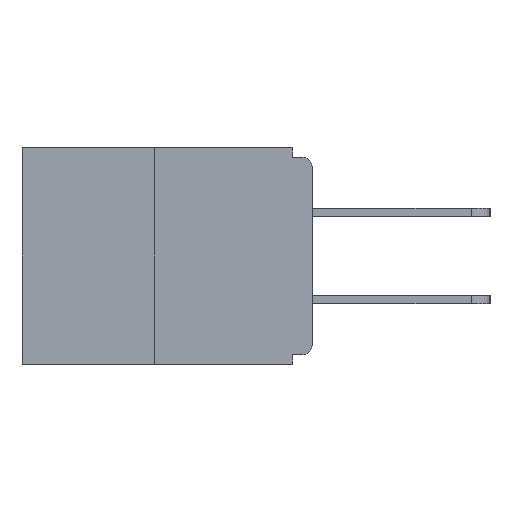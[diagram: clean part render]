
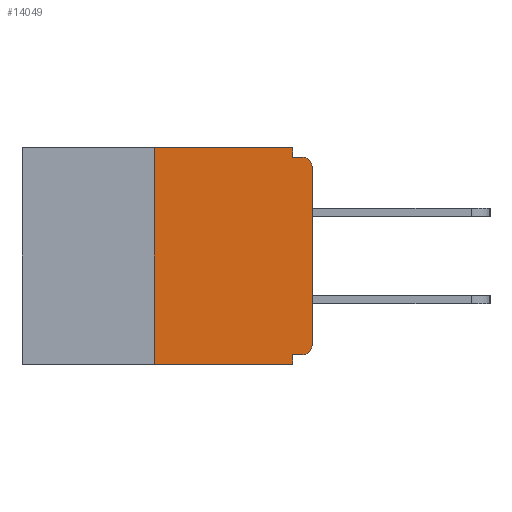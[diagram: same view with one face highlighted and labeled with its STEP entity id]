
A CAD part, left-side view. The second image highlights one B-rep face of the part: STEP entity #14049.
In plain terms, the highlighted planar face has unit normal (-1, 0, 0).
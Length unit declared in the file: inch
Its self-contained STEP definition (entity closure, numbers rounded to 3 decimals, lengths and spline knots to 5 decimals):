
#452 = LINE ( 'NONE', #4839, #16443 ) ;
#743 = EDGE_CURVE ( 'NONE', #768, #24837, #11139, .T. ) ;
#768 = VERTEX_POINT ( 'NONE', #18655 ) ;
#814 = CARTESIAN_POINT ( 'NONE',  ( 0., 0., -0.03 ) ) ;
#856 = DIRECTION ( 'NONE',  ( 0., 0., 1. ) ) ;
#1192 = CARTESIAN_POINT ( 'NONE',  ( 0., 0.031, -0.343 ) ) ;
#1540 = VERTEX_POINT ( 'NONE', #15031 ) ;
#2395 = CARTESIAN_POINT ( 'NONE',  ( 0., 0., -0.015 ) ) ;
#2432 = LINE ( 'NONE', #2395, #25103 ) ;
#2540 = LINE ( 'NONE', #26416, #21877 ) ;
#3160 = VERTEX_POINT ( 'NONE', #8152 ) ;
#4463 = EDGE_LOOP ( 'NONE', ( #22828, #18715, #22599, #12880, #17772, #12997, #6338, #16316, #16485, #18284 ) ) ;
#4839 = CARTESIAN_POINT ( 'NONE',  ( 0., 0., 0. ) ) ;
#5173 = EDGE_CURVE ( 'NONE', #17367, #17720, #15459, .T. ) ;
#6338 = ORIENTED_EDGE ( 'NONE', *, *, #14498, .T. ) ;
#6401 = CIRCLE ( 'NONE', #6691, 0.015 ) ;
#6525 = PLANE ( 'NONE',  #12128 ) ;
#6691 = AXIS2_PLACEMENT_3D ( 'NONE', #19546, #8996, #25981 ) ;
#6999 = EDGE_CURVE ( 'NONE', #768, #15022, #10401, .T. ) ;
#7159 = EDGE_CURVE ( 'NONE', #11821, #17886, #6401, .T. ) ;
#7411 = CARTESIAN_POINT ( 'NONE',  ( 0., 0.031, -0.343 ) ) ;
#7807 = VECTOR ( 'NONE', #27565, 39.37008 ) ;
#7895 = CARTESIAN_POINT ( 'NONE',  ( 0., 0.015, -0.313 ) ) ;
#7936 = VECTOR ( 'NONE', #17929, 39.37008 ) ;
#8152 = CARTESIAN_POINT ( 'NONE',  ( 0., 0.031, 0. ) ) ;
#8996 = DIRECTION ( 'NONE',  ( -1., 0., 0. ) ) ;
#9571 = LINE ( 'NONE', #7411, #7936 ) ;
#9984 = CARTESIAN_POINT ( 'NONE',  ( 0., 0., -0.328 ) ) ;
#10212 = DIRECTION ( 'NONE',  ( -1., 0., 0. ) ) ;
#10401 = CIRCLE ( 'NONE', #16122, 0.015 ) ;
#10617 = CARTESIAN_POINT ( 'NONE',  ( 0., 0.25, -0.343 ) ) ;
#10875 = DIRECTION ( 'NONE',  ( 0., -1., 0. ) ) ;
#11139 = LINE ( 'NONE', #9984, #20488 ) ;
#11747 = EDGE_CURVE ( 'NONE', #1540, #3160, #22937, .T. ) ;
#11821 = VERTEX_POINT ( 'NONE', #814 ) ;
#11932 = EDGE_CURVE ( 'NONE', #24837, #17720, #9571, .T. ) ;
#12128 = AXIS2_PLACEMENT_3D ( 'NONE', #25549, #23405, #23571 ) ;
#12459 = EDGE_CURVE ( 'NONE', #17367, #1540, #2540, .T. ) ;
#12880 = ORIENTED_EDGE ( 'NONE', *, *, #11932, .F. ) ;
#12997 = ORIENTED_EDGE ( 'NONE', *, *, #6999, .T. ) ;
#14049 = ADVANCED_FACE ( 'NONE', ( #25493 ), #6525, .F. ) ;
#14498 = EDGE_CURVE ( 'NONE', #15022, #11821, #452, .T. ) ;
#15022 = VERTEX_POINT ( 'NONE', #21908 ) ;
#15031 = CARTESIAN_POINT ( 'NONE',  ( 0., 0.25, 0. ) ) ;
#15459 = LINE ( 'NONE', #25399, #7807 ) ;
#15778 = CARTESIAN_POINT ( 'NONE',  ( 0., 0.031, -0.015 ) ) ;
#16122 = AXIS2_PLACEMENT_3D ( 'NONE', #7895, #10212, #16440 ) ;
#16316 = ORIENTED_EDGE ( 'NONE', *, *, #7159, .T. ) ;
#16417 = LINE ( 'NONE', #25485, #18454 ) ;
#16440 = DIRECTION ( 'NONE',  ( 0., 0., -1. ) ) ;
#16443 = VECTOR ( 'NONE', #17386, 39.37008 ) ;
#16485 = ORIENTED_EDGE ( 'NONE', *, *, #25473, .F. ) ;
#17367 = VERTEX_POINT ( 'NONE', #10617 ) ;
#17386 = DIRECTION ( 'NONE',  ( 0., 0., 1. ) ) ;
#17720 = VERTEX_POINT ( 'NONE', #1192 ) ;
#17772 = ORIENTED_EDGE ( 'NONE', *, *, #743, .F. ) ;
#17886 = VERTEX_POINT ( 'NONE', #23181 ) ;
#17929 = DIRECTION ( 'NONE',  ( 0., 0., -1. ) ) ;
#18284 = ORIENTED_EDGE ( 'NONE', *, *, #24175, .F. ) ;
#18454 = VECTOR ( 'NONE', #25861, 39.37008 ) ;
#18655 = CARTESIAN_POINT ( 'NONE',  ( 0., 0.015, -0.328 ) ) ;
#18715 = ORIENTED_EDGE ( 'NONE', *, *, #12459, .F. ) ;
#19202 = VERTEX_POINT ( 'NONE', #15778 ) ;
#19388 = CARTESIAN_POINT ( 'NONE',  ( 0., 0.46, 0. ) ) ;
#19546 = CARTESIAN_POINT ( 'NONE',  ( 0., 0.015, -0.03 ) ) ;
#20488 = VECTOR ( 'NONE', #27072, 39.37008 ) ;
#21597 = VECTOR ( 'NONE', #10875, 39.37008 ) ;
#21772 = DIRECTION ( 'NONE',  ( 0., -1., 0. ) ) ;
#21877 = VECTOR ( 'NONE', #856, 39.37008 ) ;
#21908 = CARTESIAN_POINT ( 'NONE',  ( 0., 0., -0.313 ) ) ;
#22599 = ORIENTED_EDGE ( 'NONE', *, *, #5173, .T. ) ;
#22828 = ORIENTED_EDGE ( 'NONE', *, *, #11747, .F. ) ;
#22937 = LINE ( 'NONE', #19388, #21597 ) ;
#23181 = CARTESIAN_POINT ( 'NONE',  ( 0., 0.015, -0.015 ) ) ;
#23405 = DIRECTION ( 'NONE',  ( 1., 0., 0. ) ) ;
#23571 = DIRECTION ( 'NONE',  ( 0., 0., -1. ) ) ;
#24175 = EDGE_CURVE ( 'NONE', #3160, #19202, #16417, .T. ) ;
#24837 = VERTEX_POINT ( 'NONE', #25733 ) ;
#25103 = VECTOR ( 'NONE', #21772, 39.37008 ) ;
#25399 = CARTESIAN_POINT ( 'NONE',  ( 0., 0.46, -0.343 ) ) ;
#25473 = EDGE_CURVE ( 'NONE', #19202, #17886, #2432, .T. ) ;
#25485 = CARTESIAN_POINT ( 'NONE',  ( 0., 0.031, 0. ) ) ;
#25493 = FACE_OUTER_BOUND ( 'NONE', #4463, .T. ) ;
#25549 = CARTESIAN_POINT ( 'NONE',  ( 0., 0.46, 0. ) ) ;
#25733 = CARTESIAN_POINT ( 'NONE',  ( 0., 0.031, -0.328 ) ) ;
#25861 = DIRECTION ( 'NONE',  ( 0., 0., -1. ) ) ;
#25981 = DIRECTION ( 'NONE',  ( 0., 0., -1. ) ) ;
#26416 = CARTESIAN_POINT ( 'NONE',  ( 0., 0.25, 0. ) ) ;
#27072 = DIRECTION ( 'NONE',  ( 0., 1., 0. ) ) ;
#27565 = DIRECTION ( 'NONE',  ( 0., -1., 0. ) ) ;
